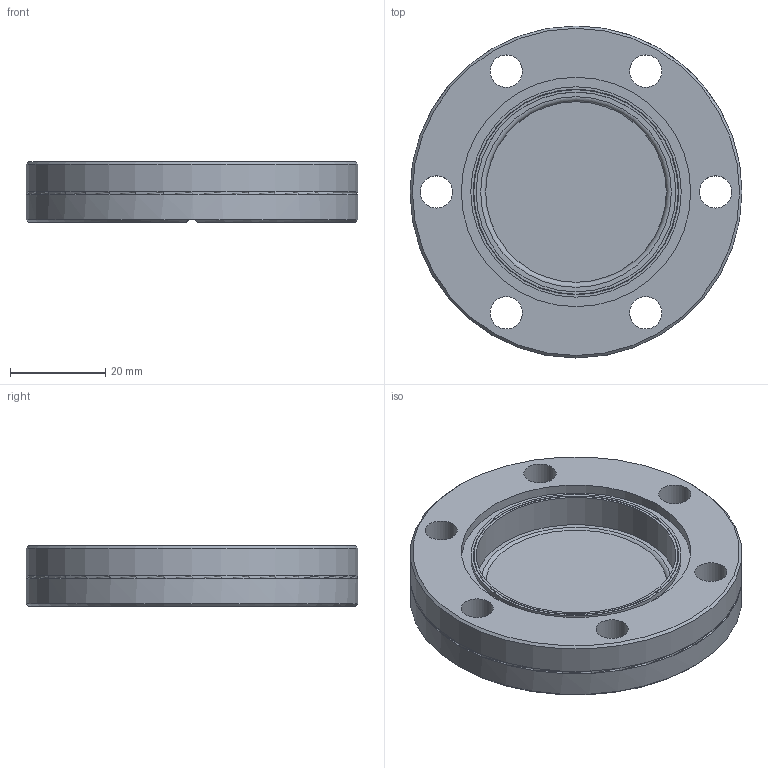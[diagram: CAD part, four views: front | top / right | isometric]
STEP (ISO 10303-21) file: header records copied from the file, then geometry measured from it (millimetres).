
FILE_DESCRIPTION (( 'STEP AP214' ), '1' );
FILE_NAME ('VPZ38.STEP', '2022-01-25T08:01:41', ( '' ), ( '' ), 'SwSTEP 2.0', 'SolidWorks 2022', '' );
FILE_SCHEMA (( 'AUTOMOTIVE_DESIGN' ));
Length unit declared in the file: millimetre
Products named in the file (4): VPZ38; VPZ38-0200; KODIAL OPTICS_F35; CF VIEWPORT FLANGES_VPZ38-0500
Assembly tree (3 placements, depth 2):
  VPZ38
    CF VIEWPORT FLANGES_VPZ38-0500
    VPZ38-0200
    KODIAL OPTICS_F35
Bounding box: 69.8 x 69.8 x 12.7 mm (x, y, z)
Volume: 30258 mm3; surface area: 17361.1 mm2
Topology: 3 solids, 3 shells, 45 faces, 95 edges, 61 vertices
Faces by surface type: cylinder 21, plane 13, cone 6, torus 5
Full cylindrical faces by diameter (mm): 6.8 x6, 33 x1, 38 x1, 38.1 x1, 39.1 x1, 40 x1, 42 x1, 43 x1, 43.25 x1, 44.25 x1, 48.25 x1, 48.3 x1, 69.8 x2
Entity records: 1343 total; most frequent: CARTESIAN_POINT 235, DIRECTION 204, ORIENTED_EDGE 122, AXIS2_PLACEMENT_3D 100, EDGE_LOOP 94, FACE_OUTER_BOUND 69, EDGE_CURVE 61, VERTEX_POINT 55
